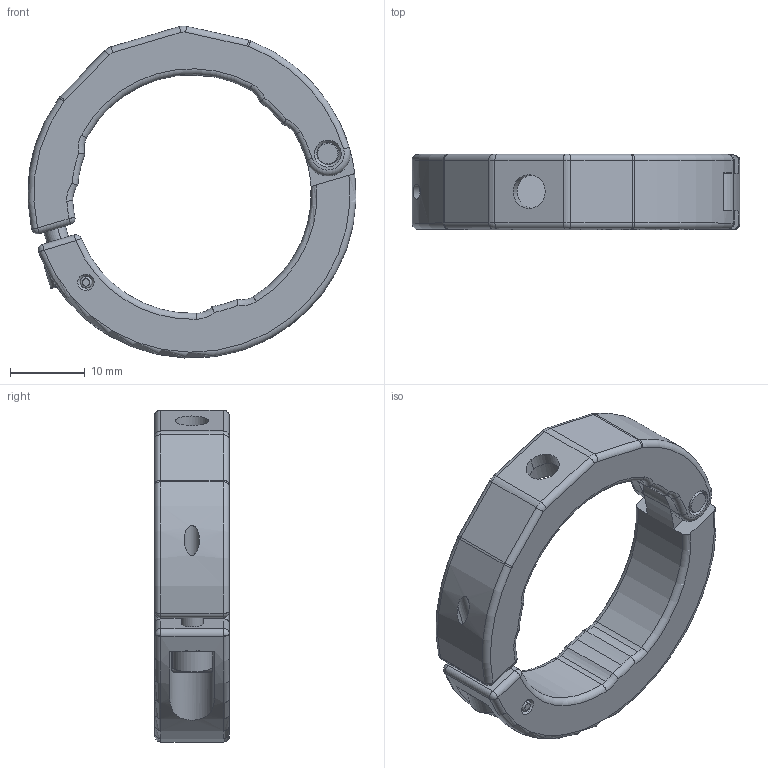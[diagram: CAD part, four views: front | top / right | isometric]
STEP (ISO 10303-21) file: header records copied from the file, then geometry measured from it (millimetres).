
FILE_DESCRIPTION (( 'STEP AP203' ), '1' );
FILE_NAME ('LTCT-SM1.STEP', '2025-09-04T02:19:42', ( '' ), ( '' ), 'SwSTEP 2.0', 'SolidWorks 2020', '' );
FILE_SCHEMA (( 'CONFIG_CONTROL_DESIGN' ));
Length unit declared in the file: millimetre
Products named in the file (1): LTCT-SM1
Bounding box: 43.96 x 10.05 x 44.51 mm (x, y, z)
Volume: 6697 mm3; surface area: 4621.3 mm2
Topology: 5 solids, 5 shells, 453 faces, 1177 edges, 748 vertices
Faces by surface type: plane 237, cylinder 70, bspline 68, torus 52, cone 16, sphere 10
Entity records: 16088 total; most frequent: CARTESIAN_POINT 5960, ORIENTED_EDGE 2338, DIRECTION 1682, EDGE_CURVE 1169, VERTEX_POINT 748, AXIS2_PLACEMENT_3D 637, B_SPLINE_CURVE_WITH_KNOTS 510, EDGE_LOOP 491
